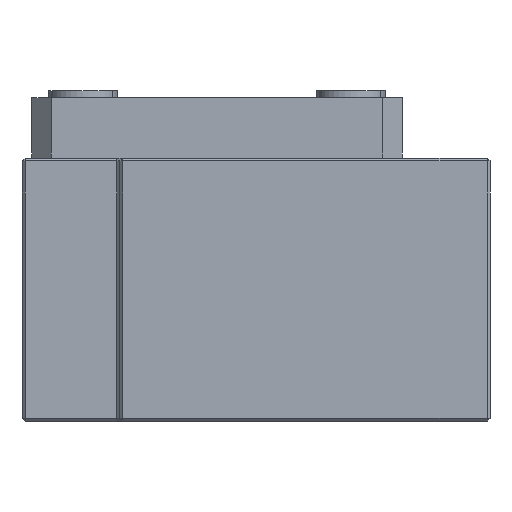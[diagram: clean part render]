
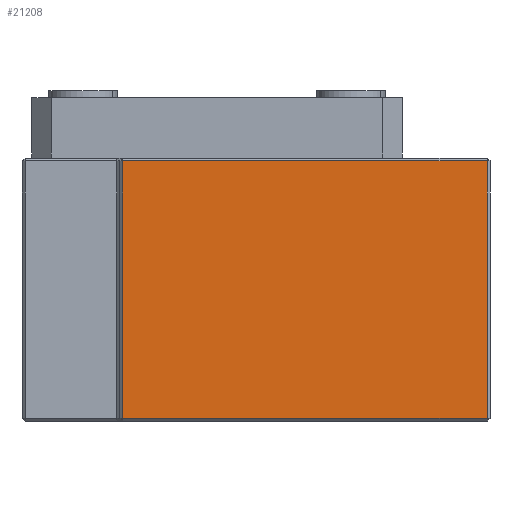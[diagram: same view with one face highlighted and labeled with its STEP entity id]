
A CAD part, left-side view. The second image highlights one B-rep face of the part: STEP entity #21208.
In plain terms, the highlighted planar face has unit normal (-1, 0, 0).
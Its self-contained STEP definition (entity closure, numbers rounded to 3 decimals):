
#138 = CARTESIAN_POINT ( 'NONE',  ( -35., -24., -0.3 ) ) ;
#1742 = EDGE_LOOP ( 'NONE', ( #14569, #3091, #32930, #5905 ) ) ;
#1840 = LINE ( 'NONE', #38341, #20405 ) ;
#2853 = DIRECTION ( 'NONE',  ( -1., 0., 0. ) ) ;
#3064 = DIRECTION ( 'NONE',  ( 0., 0., 1. ) ) ;
#3091 = ORIENTED_EDGE ( 'NONE', *, *, #13947, .T. ) ;
#3364 = VECTOR ( 'NONE', #27383, 1000. ) ;
#5905 = ORIENTED_EDGE ( 'NONE', *, *, #18222, .T. ) ;
#6873 = CARTESIAN_POINT ( 'NONE',  ( -35., 13.7, -27. ) ) ;
#8530 = CARTESIAN_POINT ( 'NONE',  ( -35., 13.7, -0.3 ) ) ;
#9618 = CARTESIAN_POINT ( 'NONE',  ( -35., -24., -27. ) ) ;
#10383 = CARTESIAN_POINT ( 'NONE',  ( -35., -23.7, -26.7 ) ) ;
#11560 = CARTESIAN_POINT ( 'NONE',  ( -35., 13.7, -26.7 ) ) ;
#12279 = VERTEX_POINT ( 'NONE', #11560 ) ;
#13462 = DIRECTION ( 'NONE',  ( 0., 1., 0. ) ) ;
#13947 = EDGE_CURVE ( 'NONE', #34267, #25145, #30046, .T. ) ;
#14569 = ORIENTED_EDGE ( 'NONE', *, *, #29602, .T. ) ;
#14615 = CARTESIAN_POINT ( 'NONE',  ( -35., -23.7, -0.3 ) ) ;
#18222 = EDGE_CURVE ( 'NONE', #12279, #19129, #1840, .T. ) ;
#18428 = LINE ( 'NONE', #32600, #29902 ) ;
#19129 = VERTEX_POINT ( 'NONE', #10383 ) ;
#20405 = VECTOR ( 'NONE', #35042, 1000. ) ;
#21208 = ADVANCED_FACE ( 'NONE', ( #36046 ), #29498, .T. ) ;
#22139 = EDGE_CURVE ( 'NONE', #25145, #12279, #33946, .T. ) ;
#25145 = VERTEX_POINT ( 'NONE', #8530 ) ;
#25611 = DIRECTION ( 'NONE',  ( 0., 0., 1. ) ) ;
#27383 = DIRECTION ( 'NONE',  ( 0., 0., -1. ) ) ;
#29498 = PLANE ( 'NONE',  #38257 ) ;
#29602 = EDGE_CURVE ( 'NONE', #19129, #34267, #18428, .T. ) ;
#29902 = VECTOR ( 'NONE', #25611, 1000. ) ;
#30046 = LINE ( 'NONE', #138, #36755 ) ;
#32600 = CARTESIAN_POINT ( 'NONE',  ( -35., -23.7, -27. ) ) ;
#32930 = ORIENTED_EDGE ( 'NONE', *, *, #22139, .T. ) ;
#33946 = LINE ( 'NONE', #6873, #3364 ) ;
#34267 = VERTEX_POINT ( 'NONE', #14615 ) ;
#35042 = DIRECTION ( 'NONE',  ( 0., -1., 0. ) ) ;
#36046 = FACE_OUTER_BOUND ( 'NONE', #1742, .T. ) ;
#36755 = VECTOR ( 'NONE', #13462, 1000. ) ;
#38257 = AXIS2_PLACEMENT_3D ( 'NONE', #9618, #2853, #3064 ) ;
#38341 = CARTESIAN_POINT ( 'NONE',  ( -35., -24., -26.7 ) ) ;
